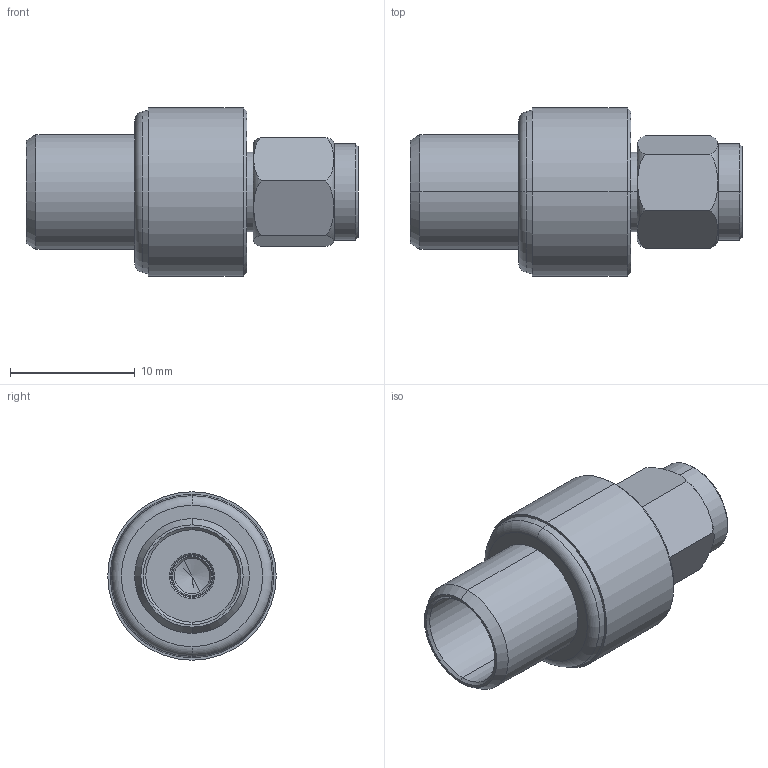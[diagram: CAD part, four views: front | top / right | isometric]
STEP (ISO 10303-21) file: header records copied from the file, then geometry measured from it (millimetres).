
FILE_DESCRIPTION (( 'STEP AP214' ), '1' );
FILE_NAME ('ARSP-1404.STEP', '2010-03-12T21:43:49', ( ' ' ), ( ' ' ), 'SwSTEP 2.0', 'SolidWorks 2008', '' );
FILE_SCHEMA (( 'AUTOMOTIVE_DESIGN' ));
Length unit declared in the file: millimetre
Products named in the file (5): ARSP-1404_BODY-1; ARSP-1404-CENTERPIN; ARSP-1404_BODY-2; ARSP-1404_TEFLON; ARSP-1404
Assembly tree (4 placements, depth 2):
  ARSP-1404
    ARSP-1404_BODY-1
    ARSP-1404-CENTERPIN
    ARSP-1404_BODY-2
    ARSP-1404_TEFLON
Bounding box: 26.6 x 13.5 x 13.5 mm (x, y, z)
Volume: 1660.4 mm3; surface area: 2346 mm2
Topology: 4 solids, 4 shells, 138 faces, 316 edges, 192 vertices
Faces by surface type: cone 58, plane 38, cylinder 36, torus 6
Entity records: 4401 total; most frequent: CARTESIAN_POINT 1033, DIRECTION 698, ORIENTED_EDGE 624, EDGE_CURVE 312, AXIS2_PLACEMENT_3D 297, VERTEX_POINT 192, EDGE_LOOP 154, CIRCLE 152
